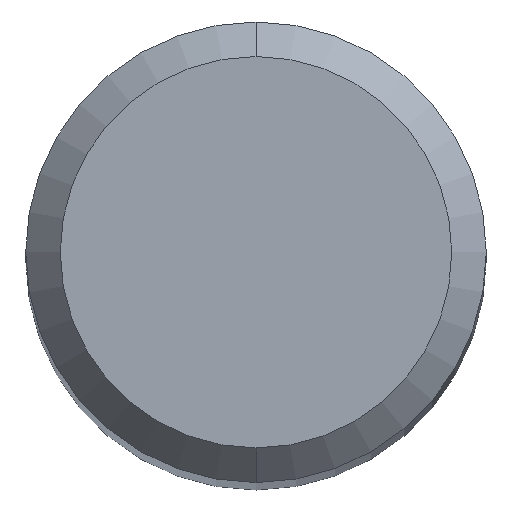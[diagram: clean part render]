
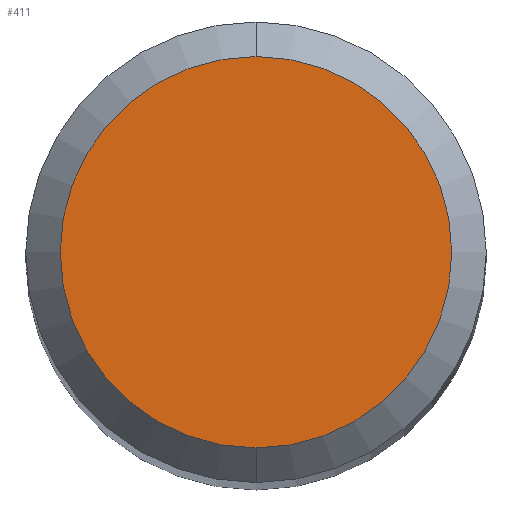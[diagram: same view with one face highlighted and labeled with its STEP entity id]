
A CAD part, top view. The second image highlights one B-rep face of the part: STEP entity #411.
In plain terms, the highlighted planar face has unit normal (0, 0, 1).
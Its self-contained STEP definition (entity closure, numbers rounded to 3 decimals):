
#233=VERTEX_POINT('',#538);
#359=VERTEX_POINT('',#677);
#389=EDGE_CURVE('',#359,#233,#709,.T.);
#411=ADVANCED_FACE('',(#735),#736,.T.);
#441=EDGE_CURVE('',#233,#359,#768,.T.);
#538=CARTESIAN_POINT('',(0.,-1.7,0.0));
#677=CARTESIAN_POINT('',(0.0,1.7,0.0));
#709=CIRCLE('',#1299,1.7);
#735=FACE_OUTER_BOUND('',#1331,.T.);
#736=PLANE('',#1332);
#768=CIRCLE('',#1369,1.7);
#1299=AXIS2_PLACEMENT_3D('',#1655,#1656,#1657);
#1331=EDGE_LOOP('',(#1707,#1708));
#1332=AXIS2_PLACEMENT_3D('',#1709,#1710,#1711);
#1369=AXIS2_PLACEMENT_3D('',#1744,#1745,#1746);
#1655=CARTESIAN_POINT('',(0.0,0.0,0.0));
#1656=DIRECTION('',(0.0,0.0,-1.0));
#1657=DIRECTION('',(0.0,1.0,0.0));
#1707=ORIENTED_EDGE('',*,*,#389,.F.);
#1708=ORIENTED_EDGE('',*,*,#441,.F.);
#1709=CARTESIAN_POINT('',(0.0,0.85,0.0));
#1710=DIRECTION('',(-0.0,0.0,1.0));
#1711=DIRECTION('',(0.0,-1.0,0.0));
#1744=CARTESIAN_POINT('',(0.0,0.0,0.0));
#1745=DIRECTION('',(0.0,0.0,-1.0));
#1746=DIRECTION('',(0.0,1.0,0.0));
